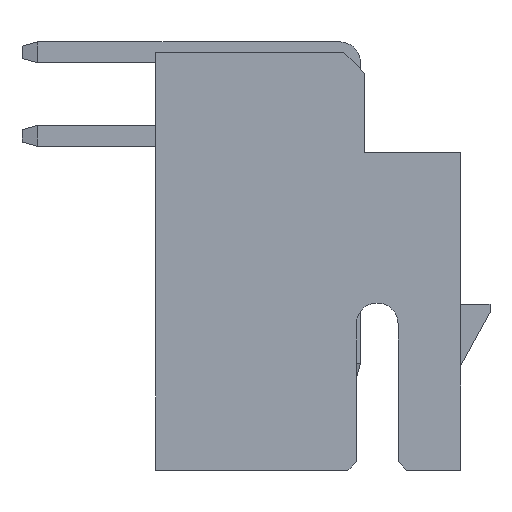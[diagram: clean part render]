
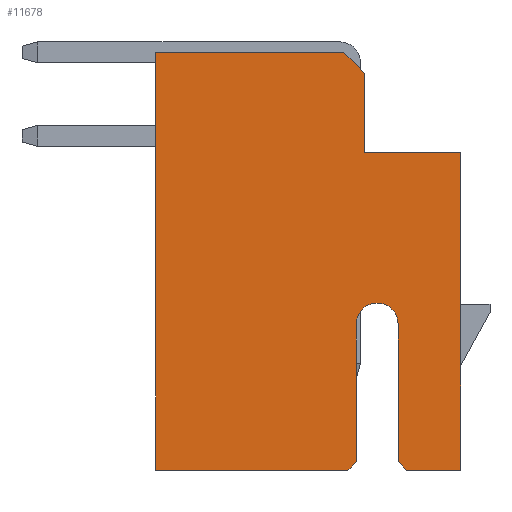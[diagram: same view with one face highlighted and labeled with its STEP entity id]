
A CAD part, left-side view. The second image highlights one B-rep face of the part: STEP entity #11678.
In plain terms, the highlighted planar face has unit normal (-1, 0, 0).
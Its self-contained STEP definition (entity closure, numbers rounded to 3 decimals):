
#30 = AXIS2_PLACEMENT_3D ( 'NONE', #1321, #3132, #8000 ) ;
#85 = CARTESIAN_POINT ( 'NONE',  ( -10., -3.65, 7.6 ) ) ;
#237 = VECTOR ( 'NONE', #8810, 1000. ) ;
#390 = LINE ( 'NONE', #6462, #7770 ) ;
#416 = CARTESIAN_POINT ( 'NONE',  ( -10., -0.85, 10. ) ) ;
#437 = VECTOR ( 'NONE', #4232, 1000. ) ;
#1041 = EDGE_CURVE ( 'NONE', #7610, #8906, #12281, .T. ) ;
#1321 = CARTESIAN_POINT ( 'NONE',  ( -10., -3.65, 7.6 ) ) ;
#1337 = VERTEX_POINT ( 'NONE', #8880 ) ;
#1585 = LINE ( 'NONE', #2494, #7151 ) ;
#1602 = CARTESIAN_POINT ( 'NONE',  ( -10., -1.15, 0.2 ) ) ;
#1763 = LINE ( 'NONE', #2737, #6126 ) ;
#1870 = EDGE_CURVE ( 'NONE', #12202, #8695, #3361, .T. ) ;
#1945 = VECTOR ( 'NONE', #9938, 1000. ) ;
#2015 = VERTEX_POINT ( 'NONE', #85 ) ;
#2155 = EDGE_CURVE ( 'NONE', #7544, #8513, #5143, .T. ) ;
#2188 = DIRECTION ( 'NONE',  ( 0., 0., -1. ) ) ;
#2269 = CIRCLE ( 'NONE', #9424, 0.5 ) ;
#2394 = DIRECTION ( 'NONE',  ( 0., -0.707, 0.707 ) ) ;
#2494 = CARTESIAN_POINT ( 'NONE',  ( -10., -1.35, 10. ) ) ;
#2521 = CARTESIAN_POINT ( 'NONE',  ( -10., -1.35, 9.5 ) ) ;
#2737 = CARTESIAN_POINT ( 'NONE',  ( -10., -1.15, 0. ) ) ;
#2771 = CARTESIAN_POINT ( 'NONE',  ( -10., -3.65, 7.6 ) ) ;
#2845 = CARTESIAN_POINT ( 'NONE',  ( -10., -1.65, 3.5 ) ) ;
#2846 = VECTOR ( 'NONE', #10708, 1000. ) ;
#2975 = DIRECTION ( 'NONE',  ( 1., 0., 0. ) ) ;
#3132 = DIRECTION ( 'NONE',  ( 1., 0., 0. ) ) ;
#3215 = CARTESIAN_POINT ( 'NONE',  ( -10., 3.65, 0. ) ) ;
#3276 = CARTESIAN_POINT ( 'NONE',  ( -10., -2.35, 0. ) ) ;
#3324 = PLANE ( 'NONE',  #30 ) ;
#3361 = LINE ( 'NONE', #7324, #5826 ) ;
#3399 = DIRECTION ( 'NONE',  ( 0., -1., 0. ) ) ;
#3642 = DIRECTION ( 'NONE',  ( 0., 0.707, 0.707 ) ) ;
#3645 = VERTEX_POINT ( 'NONE', #3276 ) ;
#3824 = DIRECTION ( 'NONE',  ( 0., 0., -1. ) ) ;
#3842 = CARTESIAN_POINT ( 'NONE',  ( -10., 3.65, 10. ) ) ;
#3894 = VECTOR ( 'NONE', #9277, 1000. ) ;
#3992 = DIRECTION ( 'NONE',  ( 1., 0., 0. ) ) ;
#4090 = FACE_OUTER_BOUND ( 'NONE', #4809, .T. ) ;
#4225 = CARTESIAN_POINT ( 'NONE',  ( -10., -2.15, 3.5 ) ) ;
#4228 = ORIENTED_EDGE ( 'NONE', *, *, #4845, .T. ) ;
#4232 = DIRECTION ( 'NONE',  ( 0., 0., -1. ) ) ;
#4338 = VECTOR ( 'NONE', #5988, 1000. ) ;
#4413 = CARTESIAN_POINT ( 'NONE',  ( -10., -2.15, 0. ) ) ;
#4414 = CARTESIAN_POINT ( 'NONE',  ( -10., -2.15, 0.2 ) ) ;
#4436 = ORIENTED_EDGE ( 'NONE', *, *, #5248, .F. ) ;
#4486 = ORIENTED_EDGE ( 'NONE', *, *, #7269, .F. ) ;
#4653 = EDGE_CURVE ( 'NONE', #1337, #2015, #10644, .T. ) ;
#4809 = EDGE_LOOP ( 'NONE', ( #4436, #7241, #12088, #10538, #10464, #7791, #8125, #5800, #4228, #8190, #5031, #10762, #4486, #6210 ) ) ;
#4845 = EDGE_CURVE ( 'NONE', #10932, #8906, #10005, .T. ) ;
#4929 = EDGE_CURVE ( 'NONE', #3645, #7571, #390, .T. ) ;
#5031 = ORIENTED_EDGE ( 'NONE', *, *, #5310, .T. ) ;
#5062 = CARTESIAN_POINT ( 'NONE',  ( -10., -3.65, 7.6 ) ) ;
#5143 = LINE ( 'NONE', #11921, #1945 ) ;
#5248 = EDGE_CURVE ( 'NONE', #7056, #1337, #1585, .T. ) ;
#5310 = EDGE_CURVE ( 'NONE', #7610, #3645, #7233, .T. ) ;
#5800 = ORIENTED_EDGE ( 'NONE', *, *, #6714, .T. ) ;
#5826 = VECTOR ( 'NONE', #2394, 1000. ) ;
#5982 = VECTOR ( 'NONE', #11070, 1000. ) ;
#5988 = DIRECTION ( 'NONE',  ( 0., -1., 0. ) ) ;
#6082 = LINE ( 'NONE', #5062, #437 ) ;
#6126 = VECTOR ( 'NONE', #3824, 1000. ) ;
#6210 = ORIENTED_EDGE ( 'NONE', *, *, #4653, .F. ) ;
#6462 = CARTESIAN_POINT ( 'NONE',  ( -10., -3.65, 0. ) ) ;
#6651 = CARTESIAN_POINT ( 'NONE',  ( -10., -3.65, 0. ) ) ;
#6714 = EDGE_CURVE ( 'NONE', #8091, #10932, #2269, .T. ) ;
#6739 = AXIS2_PLACEMENT_3D ( 'NONE', #11976, #3992, #2188 ) ;
#6749 = DIRECTION ( 'NONE',  ( 0., 0., -1. ) ) ;
#6884 = CARTESIAN_POINT ( 'NONE',  ( -10., -1.35, 10. ) ) ;
#6889 = CARTESIAN_POINT ( 'NONE',  ( -10., -1.65, 4. ) ) ;
#6946 = LINE ( 'NONE', #10847, #4338 ) ;
#7056 = VERTEX_POINT ( 'NONE', #2521 ) ;
#7151 = VECTOR ( 'NONE', #12091, 1000. ) ;
#7185 = VECTOR ( 'NONE', #3642, 1000. ) ;
#7233 = LINE ( 'NONE', #4414, #3894 ) ;
#7241 = ORIENTED_EDGE ( 'NONE', *, *, #11405, .T. ) ;
#7269 = EDGE_CURVE ( 'NONE', #2015, #7571, #6082, .T. ) ;
#7324 = CARTESIAN_POINT ( 'NONE',  ( -10., -0.95, 0. ) ) ;
#7358 = CARTESIAN_POINT ( 'NONE',  ( -10., -0.85, 10. ) ) ;
#7544 = VERTEX_POINT ( 'NONE', #3842 ) ;
#7571 = VERTEX_POINT ( 'NONE', #6651 ) ;
#7610 = VERTEX_POINT ( 'NONE', #11642 ) ;
#7770 = VECTOR ( 'NONE', #3399, 1000. ) ;
#7791 = ORIENTED_EDGE ( 'NONE', *, *, #1870, .T. ) ;
#7998 = EDGE_CURVE ( 'NONE', #8091, #8695, #1763, .T. ) ;
#8000 = DIRECTION ( 'NONE',  ( 0., 0., -1. ) ) ;
#8044 = LINE ( 'NONE', #6884, #237 ) ;
#8091 = VERTEX_POINT ( 'NONE', #10359 ) ;
#8125 = ORIENTED_EDGE ( 'NONE', *, *, #7998, .F. ) ;
#8190 = ORIENTED_EDGE ( 'NONE', *, *, #1041, .F. ) ;
#8321 = LINE ( 'NONE', #7358, #7185 ) ;
#8513 = VERTEX_POINT ( 'NONE', #3215 ) ;
#8695 = VERTEX_POINT ( 'NONE', #1602 ) ;
#8810 = DIRECTION ( 'NONE',  ( 0., -1., 0. ) ) ;
#8880 = CARTESIAN_POINT ( 'NONE',  ( -10., -1.35, 7.6 ) ) ;
#8906 = VERTEX_POINT ( 'NONE', #4225 ) ;
#9277 = DIRECTION ( 'NONE',  ( 0., -0.707, -0.707 ) ) ;
#9424 = AXIS2_PLACEMENT_3D ( 'NONE', #2845, #2975, #6749 ) ;
#9938 = DIRECTION ( 'NONE',  ( 0., 0., -1. ) ) ;
#10005 = CIRCLE ( 'NONE', #6739, 0.5 ) ;
#10359 = CARTESIAN_POINT ( 'NONE',  ( -10., -1.15, 3.5 ) ) ;
#10464 = ORIENTED_EDGE ( 'NONE', *, *, #12289, .T. ) ;
#10538 = ORIENTED_EDGE ( 'NONE', *, *, #2155, .T. ) ;
#10644 = LINE ( 'NONE', #2771, #2846 ) ;
#10708 = DIRECTION ( 'NONE',  ( 0., -1., 0. ) ) ;
#10762 = ORIENTED_EDGE ( 'NONE', *, *, #4929, .T. ) ;
#10847 = CARTESIAN_POINT ( 'NONE',  ( -10., -3.65, 0. ) ) ;
#10932 = VERTEX_POINT ( 'NONE', #6889 ) ;
#11025 = VERTEX_POINT ( 'NONE', #416 ) ;
#11070 = DIRECTION ( 'NONE',  ( 0., 0., 1. ) ) ;
#11405 = EDGE_CURVE ( 'NONE', #7056, #11025, #8321, .T. ) ;
#11642 = CARTESIAN_POINT ( 'NONE',  ( -10., -2.15, 0.2 ) ) ;
#11678 = ADVANCED_FACE ( 'NONE', ( #4090 ), #3324, .F. ) ;
#11921 = CARTESIAN_POINT ( 'NONE',  ( -10., 3.65, 7.6 ) ) ;
#11934 = CARTESIAN_POINT ( 'NONE',  ( -10., -0.95, 0. ) ) ;
#11976 = CARTESIAN_POINT ( 'NONE',  ( -10., -1.65, 3.5 ) ) ;
#12088 = ORIENTED_EDGE ( 'NONE', *, *, #12268, .F. ) ;
#12091 = DIRECTION ( 'NONE',  ( 0., 0., -1. ) ) ;
#12202 = VERTEX_POINT ( 'NONE', #11934 ) ;
#12268 = EDGE_CURVE ( 'NONE', #7544, #11025, #8044, .T. ) ;
#12281 = LINE ( 'NONE', #4413, #5982 ) ;
#12289 = EDGE_CURVE ( 'NONE', #8513, #12202, #6946, .T. ) ;
